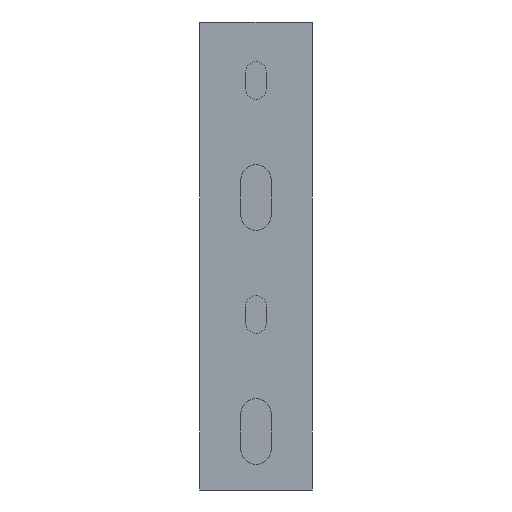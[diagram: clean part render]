
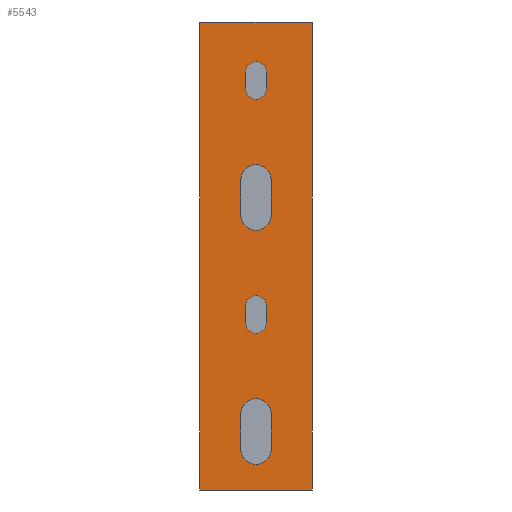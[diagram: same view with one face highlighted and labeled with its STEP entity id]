
A CAD part, front view. The second image highlights one B-rep face of the part: STEP entity #5543.
In plain terms, the highlighted planar face has unit normal (0, -1, 0).
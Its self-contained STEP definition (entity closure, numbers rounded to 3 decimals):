
#896=DIRECTION('',(0.,0.,1.));
#897=VECTOR('',#896,100.);
#898=CARTESIAN_POINT('',(12.,0.,0.));
#899=LINE('',#898,#897);
#1654=DIRECTION('',(-1.,0.,0.));
#1655=VECTOR('',#1654,24.);
#1656=CARTESIAN_POINT('',(12.,0.,100.));
#1657=LINE('',#1656,#1655);
#1746=DIRECTION('',(-1.,0.,0.));
#1747=VECTOR('',#1746,24.);
#1748=CARTESIAN_POINT('',(12.,0.,0.));
#1749=LINE('',#1748,#1747);
#1750=DIRECTION('',(0.,0.,1.));
#1751=VECTOR('',#1750,100.);
#1752=CARTESIAN_POINT('',(-12.,0.,0.));
#1753=LINE('',#1752,#1751);
#1754=CARTESIAN_POINT('',(0.,0.,8.75));
#1755=DIRECTION('',(0.,1.,0.));
#1756=DIRECTION('',(1.,0.,0.));
#1757=AXIS2_PLACEMENT_3D('',#1754,#1755,#1756);
#1759=DIRECTION('',(0.,0.,-1.));
#1760=VECTOR('',#1759,7.5);
#1761=CARTESIAN_POINT('',(3.25,0.,16.25));
#1762=LINE('',#1761,#1760);
#1763=CARTESIAN_POINT('',(0.,0.,16.25));
#1764=DIRECTION('',(0.,1.,0.));
#1765=DIRECTION('',(-1.,0.,0.));
#1766=AXIS2_PLACEMENT_3D('',#1763,#1764,#1765);
#1768=DIRECTION('',(0.,0.,1.));
#1769=VECTOR('',#1768,7.5);
#1770=CARTESIAN_POINT('',(-3.25,0.,8.75));
#1771=LINE('',#1770,#1769);
#1772=CARTESIAN_POINT('',(0.,0.,35.75));
#1773=DIRECTION('',(0.,1.,0.));
#1774=DIRECTION('',(1.,0.,0.));
#1775=AXIS2_PLACEMENT_3D('',#1772,#1773,#1774);
#1777=DIRECTION('',(0.,0.,-1.));
#1778=VECTOR('',#1777,3.5);
#1779=CARTESIAN_POINT('',(2.25,0.,39.25));
#1780=LINE('',#1779,#1778);
#1781=CARTESIAN_POINT('',(0.,0.,39.25));
#1782=DIRECTION('',(0.,1.,0.));
#1783=DIRECTION('',(-1.,0.,0.));
#1784=AXIS2_PLACEMENT_3D('',#1781,#1782,#1783);
#1786=DIRECTION('',(0.,0.,1.));
#1787=VECTOR('',#1786,3.5);
#1788=CARTESIAN_POINT('',(-2.25,0.,35.75));
#1789=LINE('',#1788,#1787);
#1790=CARTESIAN_POINT('',(0.,0.,58.75));
#1791=DIRECTION('',(0.,1.,0.));
#1792=DIRECTION('',(1.,0.,0.));
#1793=AXIS2_PLACEMENT_3D('',#1790,#1791,#1792);
#1795=DIRECTION('',(0.,0.,-1.));
#1796=VECTOR('',#1795,7.5);
#1797=CARTESIAN_POINT('',(3.25,0.,66.25));
#1798=LINE('',#1797,#1796);
#1799=CARTESIAN_POINT('',(0.,0.,66.25));
#1800=DIRECTION('',(0.,1.,0.));
#1801=DIRECTION('',(-1.,0.,0.));
#1802=AXIS2_PLACEMENT_3D('',#1799,#1800,#1801);
#1804=DIRECTION('',(0.,0.,1.));
#1805=VECTOR('',#1804,7.5);
#1806=CARTESIAN_POINT('',(-3.25,0.,58.75));
#1807=LINE('',#1806,#1805);
#1808=CARTESIAN_POINT('',(0.,0.,85.75));
#1809=DIRECTION('',(0.,1.,0.));
#1810=DIRECTION('',(1.,0.,0.));
#1811=AXIS2_PLACEMENT_3D('',#1808,#1809,#1810);
#1813=DIRECTION('',(0.,0.,-1.));
#1814=VECTOR('',#1813,3.5);
#1815=CARTESIAN_POINT('',(2.25,0.,89.25));
#1816=LINE('',#1815,#1814);
#1817=CARTESIAN_POINT('',(0.,0.,89.25));
#1818=DIRECTION('',(0.,1.,0.));
#1819=DIRECTION('',(-1.,0.,0.));
#1820=AXIS2_PLACEMENT_3D('',#1817,#1818,#1819);
#1822=DIRECTION('',(0.,0.,1.));
#1823=VECTOR('',#1822,3.5);
#1824=CARTESIAN_POINT('',(-2.25,0.,85.75));
#1825=LINE('',#1824,#1823);
#2478=CARTESIAN_POINT('',(3.25,0.,8.75));
#2479=CARTESIAN_POINT('',(-3.25,0.,8.75));
#2480=VERTEX_POINT('',#2478);
#2481=VERTEX_POINT('',#2479);
#2482=CARTESIAN_POINT('',(-3.25,0.,16.25));
#2483=VERTEX_POINT('',#2482);
#2484=CARTESIAN_POINT('',(3.25,0.,16.25));
#2485=VERTEX_POINT('',#2484);
#2486=CARTESIAN_POINT('',(2.25,0.,35.75));
#2487=CARTESIAN_POINT('',(-2.25,0.,35.75));
#2488=VERTEX_POINT('',#2486);
#2489=VERTEX_POINT('',#2487);
#2490=CARTESIAN_POINT('',(-2.25,0.,39.25));
#2491=VERTEX_POINT('',#2490);
#2492=CARTESIAN_POINT('',(2.25,0.,39.25));
#2493=VERTEX_POINT('',#2492);
#2510=CARTESIAN_POINT('',(3.25,0.,58.75));
#2511=CARTESIAN_POINT('',(-3.25,0.,58.75));
#2512=VERTEX_POINT('',#2510);
#2513=VERTEX_POINT('',#2511);
#2514=CARTESIAN_POINT('',(-3.25,0.,66.25));
#2515=VERTEX_POINT('',#2514);
#2516=CARTESIAN_POINT('',(3.25,0.,66.25));
#2517=VERTEX_POINT('',#2516);
#2518=CARTESIAN_POINT('',(2.25,0.,85.75));
#2519=CARTESIAN_POINT('',(-2.25,0.,85.75));
#2520=VERTEX_POINT('',#2518);
#2521=VERTEX_POINT('',#2519);
#2522=CARTESIAN_POINT('',(-2.25,0.,89.25));
#2523=VERTEX_POINT('',#2522);
#2524=CARTESIAN_POINT('',(2.25,0.,89.25));
#2525=VERTEX_POINT('',#2524);
#2798=CARTESIAN_POINT('',(-12.,0.,0.));
#2799=CARTESIAN_POINT('',(-12.,0.,100.));
#2800=VERTEX_POINT('',#2798);
#2801=VERTEX_POINT('',#2799);
#2806=CARTESIAN_POINT('',(12.,0.,0.));
#2807=CARTESIAN_POINT('',(12.,0.,100.));
#2808=VERTEX_POINT('',#2806);
#2809=VERTEX_POINT('',#2807);
#5493=CARTESIAN_POINT('',(-11.7,0.,0.));
#5494=DIRECTION('',(0.,-1.,0.));
#5495=DIRECTION('',(1.,0.,0.));
#5496=AXIS2_PLACEMENT_3D('',#5493,#5494,#5495);
#5497=PLANE('',#5496);
#5498=ORIENTED_EDGE('',*,*,#5420,.F.);
#5499=ORIENTED_EDGE('',*,*,#3955,.F.);
#5500=ORIENTED_EDGE('',*,*,#3169,.T.);
#5501=ORIENTED_EDGE('',*,*,#4010,.T.);
#5502=EDGE_LOOP('',(#5498,#5499,#5500,#5501));
#5503=FACE_OUTER_BOUND('',#5502,.F.);
#5504=ORIENTED_EDGE('',*,*,#5483,.F.);
#5506=ORIENTED_EDGE('',*,*,#5505,.F.);
#5508=ORIENTED_EDGE('',*,*,#5507,.F.);
#5510=ORIENTED_EDGE('',*,*,#5509,.F.);
#5511=EDGE_LOOP('',(#5504,#5506,#5508,#5510));
#5512=FACE_BOUND('',#5511,.F.);
#5514=ORIENTED_EDGE('',*,*,#5513,.F.);
#5516=ORIENTED_EDGE('',*,*,#5515,.F.);
#5518=ORIENTED_EDGE('',*,*,#5517,.F.);
#5520=ORIENTED_EDGE('',*,*,#5519,.F.);
#5521=EDGE_LOOP('',(#5514,#5516,#5518,#5520));
#5522=FACE_BOUND('',#5521,.F.);
#5524=ORIENTED_EDGE('',*,*,#5523,.F.);
#5526=ORIENTED_EDGE('',*,*,#5525,.F.);
#5528=ORIENTED_EDGE('',*,*,#5527,.F.);
#5530=ORIENTED_EDGE('',*,*,#5529,.F.);
#5531=EDGE_LOOP('',(#5524,#5526,#5528,#5530));
#5532=FACE_BOUND('',#5531,.F.);
#5534=ORIENTED_EDGE('',*,*,#5533,.F.);
#5536=ORIENTED_EDGE('',*,*,#5535,.F.);
#5538=ORIENTED_EDGE('',*,*,#5537,.F.);
#5540=ORIENTED_EDGE('',*,*,#5539,.F.);
#5541=EDGE_LOOP('',(#5534,#5536,#5538,#5540));
#5542=FACE_BOUND('',#5541,.F.);
#1758=CIRCLE('',#1757,3.25);
#1767=CIRCLE('',#1766,3.25);
#1776=CIRCLE('',#1775,2.25);
#1785=CIRCLE('',#1784,2.25);
#1794=CIRCLE('',#1793,3.25);
#1803=CIRCLE('',#1802,3.25);
#1812=CIRCLE('',#1811,2.25);
#1821=CIRCLE('',#1820,2.25);
#3169=EDGE_CURVE('',#2808,#2800,#1749,.T.);
#3955=EDGE_CURVE('',#2808,#2809,#899,.T.);
#4010=EDGE_CURVE('',#2800,#2801,#1753,.T.);
#5420=EDGE_CURVE('',#2809,#2801,#1657,.T.);
#5483=EDGE_CURVE('',#2480,#2481,#1758,.T.);
#5505=EDGE_CURVE('',#2485,#2480,#1762,.T.);
#5507=EDGE_CURVE('',#2483,#2485,#1767,.T.);
#5509=EDGE_CURVE('',#2481,#2483,#1771,.T.);
#5513=EDGE_CURVE('',#2488,#2489,#1776,.T.);
#5515=EDGE_CURVE('',#2493,#2488,#1780,.T.);
#5517=EDGE_CURVE('',#2491,#2493,#1785,.T.);
#5519=EDGE_CURVE('',#2489,#2491,#1789,.T.);
#5523=EDGE_CURVE('',#2512,#2513,#1794,.T.);
#5525=EDGE_CURVE('',#2517,#2512,#1798,.T.);
#5527=EDGE_CURVE('',#2515,#2517,#1803,.T.);
#5529=EDGE_CURVE('',#2513,#2515,#1807,.T.);
#5533=EDGE_CURVE('',#2520,#2521,#1812,.T.);
#5535=EDGE_CURVE('',#2525,#2520,#1816,.T.);
#5537=EDGE_CURVE('',#2523,#2525,#1821,.T.);
#5539=EDGE_CURVE('',#2521,#2523,#1825,.T.);
#5543=ADVANCED_FACE('',(#5503,#5512,#5522,#5532,#5542),#5497,.T.);
